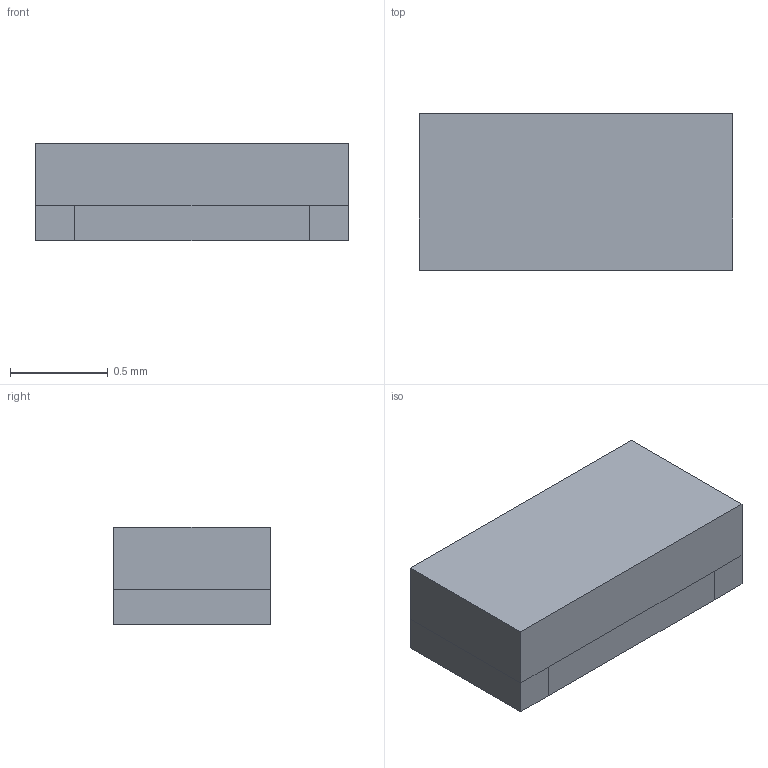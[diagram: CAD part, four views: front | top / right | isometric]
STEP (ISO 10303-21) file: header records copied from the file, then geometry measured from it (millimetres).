
FILE_DESCRIPTION(('FreeCAD Model'),'2;1');
FILE_NAME('18-225_R6G6C-A01_3T.step','2019-01-29T18:46:27',('kicad StepUp'),( 'ksu MCAD'),'Open CASCADE STEP processor 6.8','FreeCAD','Unknown');
FILE_SCHEMA(('AUTOMOTIVE_DESIGN_CC2 { 1 2 10303 214 -1 1 5 4 }'));
Length unit declared in the file: millimetre
Products named in the file (1): 18-225/R6G6C-A01/3T
Bounding box: 1.6 x 0.8 x 0.5 mm (x, y, z)
Volume: 0.6 mm3; surface area: 5 mm2
Topology: 1 solids, 1 shells, 16 faces, 34 edges, 20 vertices
Faces by surface type: plane 16
Entity records: 540 total; most frequent: CARTESIAN_POINT 71, DIRECTION 68, ORIENTED_EDGE 68, EDGE_CURVE 34, LINE 34, VECTOR 34, VERTEX_POINT 20, AXIS2_PLACEMENT_3D 17
